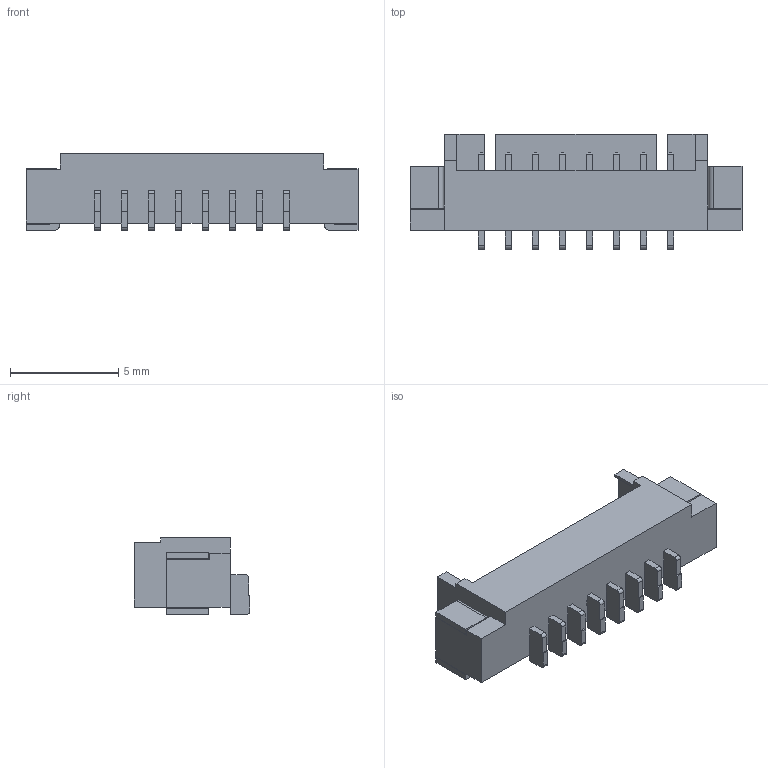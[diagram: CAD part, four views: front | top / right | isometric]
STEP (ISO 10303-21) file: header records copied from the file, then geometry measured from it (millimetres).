
FILE_DESCRIPTION(/* description */ ('Unknown'),/* implementation_level */ '2;1');
FILE_NAME(/* name */ 'JST - GH - SMD (R) - 8Pin - 1.25mm',/* time_stamp */ '2018-11-26T14:13:40-05:00',/* author */ ('Unknown'),/* organization */ ('Unknown'),/* preprocessor_version */ 'ST-DEVELOPER v16.7',/* originating_system */ 'DEX',/* authorisation */ $);
FILE_SCHEMA (('AUTOMOTIVE_DESIGN { 1 0 10303 214 3 1 1 }','AUTOMOTIVE_DESIGN {1 0 10303 214 3 1 1}'));
Length unit declared in the file: millimetre
Products named in the file (1): JST - GH - SMD (R) - 8Pin - 1.25mm
Bounding box: 15.33 x 5.35 x 3.53 mm (x, y, z)
Volume: 95 mm3; surface area: 430 mm2
Topology: 3 solids, 23 shells, 431 faces, 1073 edges, 704 vertices
Faces by surface type: plane 363, bspline 40, cylinder 28
Entity records: 16641 total; most frequent: CARTESIAN_POINT 4125, ORIENTED_EDGE 2138, DIRECTION 1645, EDGE_CURVE 1069, LINE 745, VECTOR 745, VERTEX_POINT 704, EDGE_LOOP 463
